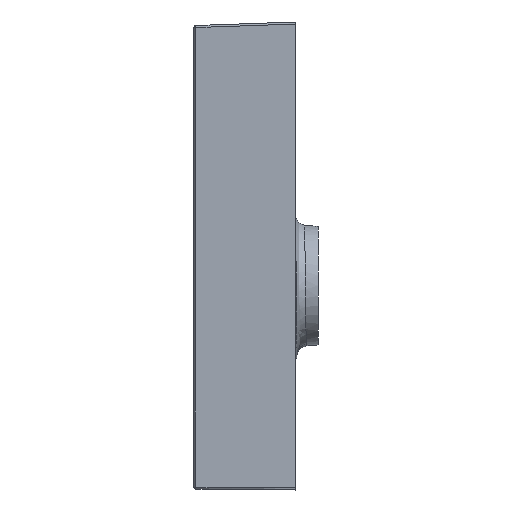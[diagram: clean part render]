
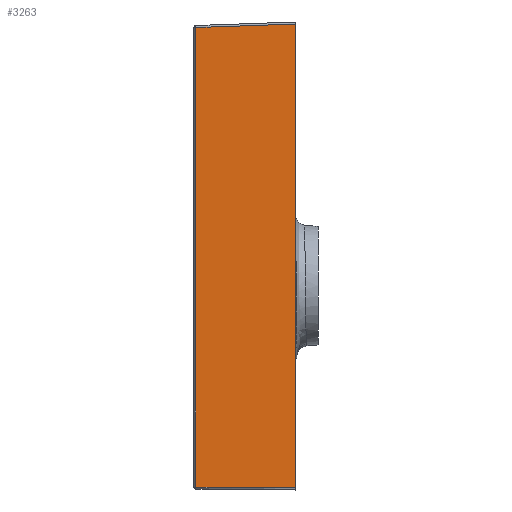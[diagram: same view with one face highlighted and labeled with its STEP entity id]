
A CAD part, left-side view. The second image highlights one B-rep face of the part: STEP entity #3263.
In plain terms, the highlighted planar face has unit normal (-1, 0.026, 0).
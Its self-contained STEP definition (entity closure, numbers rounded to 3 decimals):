
#931 = VERTEX_POINT ( 'NONE', #15797 ) ;
#1130 = VECTOR ( 'NONE', #18562, 1000. ) ;
#1848 = CARTESIAN_POINT ( 'NONE',  ( -597.382, -0.07, 225.823 ) ) ;
#2571 = CARTESIAN_POINT ( 'NONE',  ( -597.38, 0., 227.82 ) ) ;
#3263 = ADVANCED_FACE ( 'NONE', ( #13232 ), #5770, .T. ) ;
#3400 = LINE ( 'NONE', #1848, #8488 ) ;
#3572 = VECTOR ( 'NONE', #4926, 1000. ) ;
#4537 = CARTESIAN_POINT ( 'NONE',  ( -599.999, -100., 227.82 ) ) ;
#4556 = CARTESIAN_POINT ( 'NONE',  ( -599.999, -100., -226.693 ) ) ;
#4573 = EDGE_CURVE ( 'NONE', #11068, #9563, #14287, .T. ) ;
#4926 = DIRECTION ( 'NONE',  ( 0., 0., -1. ) ) ;
#5026 = ORIENTED_EDGE ( 'NONE', *, *, #12740, .T. ) ;
#5160 = EDGE_LOOP ( 'NONE', ( #18348, #5026, #7813, #8159 ) ) ;
#5239 = EDGE_CURVE ( 'NONE', #13347, #11068, #8567, .T. ) ;
#5770 = PLANE ( 'NONE',  #14116 ) ;
#6282 = LINE ( 'NONE', #4537, #3572 ) ;
#7568 = DIRECTION ( 'NONE',  ( 0.026, 0.999, -0.035 ) ) ;
#7813 = ORIENTED_EDGE ( 'NONE', *, *, #5239, .T. ) ;
#8159 = ORIENTED_EDGE ( 'NONE', *, *, #4573, .T. ) ;
#8488 = VECTOR ( 'NONE', #7568, 1000. ) ;
#8567 = LINE ( 'NONE', #14478, #9270 ) ;
#8847 = EDGE_CURVE ( 'NONE', #931, #9563, #6282, .T. ) ;
#9270 = VECTOR ( 'NONE', #14759, 1000. ) ;
#9563 = VERTEX_POINT ( 'NONE', #4556 ) ;
#10230 = DIRECTION ( 'NONE',  ( -0.026, -1., 0. ) ) ;
#11068 = VERTEX_POINT ( 'NONE', #18991 ) ;
#12740 = EDGE_CURVE ( 'NONE', #931, #13347, #3400, .T. ) ;
#13140 = DIRECTION ( 'NONE',  ( -1., 0.026, 0. ) ) ;
#13232 = FACE_OUTER_BOUND ( 'NONE', #5160, .T. ) ;
#13347 = VERTEX_POINT ( 'NONE', #17152 ) ;
#14116 = AXIS2_PLACEMENT_3D ( 'NONE', #2571, #13140, #10230 ) ;
#14287 = LINE ( 'NONE', #18364, #1130 ) ;
#14478 = CARTESIAN_POINT ( 'NONE',  ( -597.431, -1.948, 227.82 ) ) ;
#14759 = DIRECTION ( 'NONE',  ( 0., 0., -1. ) ) ;
#15797 = CARTESIAN_POINT ( 'NONE',  ( -599.999, -100., 229.313 ) ) ;
#17152 = CARTESIAN_POINT ( 'NONE',  ( -597.431, -1.948, 225.889 ) ) ;
#18348 = ORIENTED_EDGE ( 'NONE', *, *, #8847, .F. ) ;
#18364 = CARTESIAN_POINT ( 'NONE',  ( -597.276, 3.956, -225.786 ) ) ;
#18562 = DIRECTION ( 'NONE',  ( -0.026, -1., -0.009 ) ) ;
#18991 = CARTESIAN_POINT ( 'NONE',  ( -597.431, -1.948, -225.837 ) ) ;
